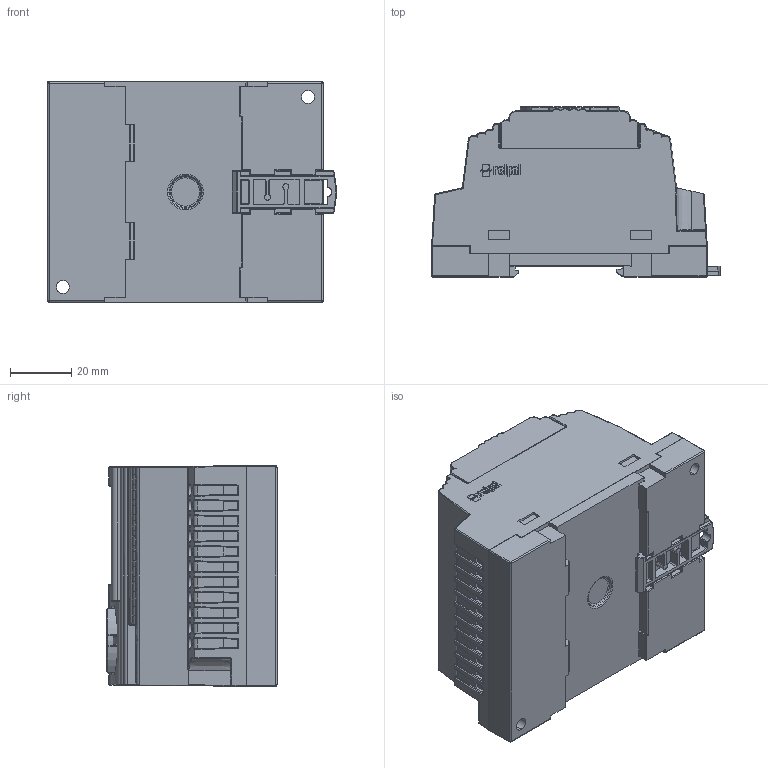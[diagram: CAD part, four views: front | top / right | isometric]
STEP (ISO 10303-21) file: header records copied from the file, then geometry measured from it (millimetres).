
FILE_DESCRIPTION (( 'STEP AP214' ), '1' );
FILE_NAME ('NEED 08-4 z wyœwietlaczem.STEP', '2016-05-20T09:56:18', ( '' ), ( '' ), 'SwSTEP 2.0', 'SolidWorks 2016', '' );
FILE_SCHEMA (( 'AUTOMOTIVE_DESIGN' ));
Length unit declared in the file: millimetre
Products named in the file (1): NEED 08-4 z wyœwietlaczem
Bounding box: 94.28 x 55.5 x 72.04 mm (x, y, z)
Volume: 273661.1 mm3; surface area: 43992 mm2
Topology: 2 solids, 25 shells, 2761 faces, 7056 edges, 4415 vertices
Faces by surface type: plane 1432, cylinder 639, bspline 497, sphere 109, torus 69, cone 15
Entity records: 130227 total; most frequent: CARTESIAN_POINT 38640, ORIENTED_EDGE 13998, DIRECTION 10734, EDGE_CURVE 6999, VERTEX_POINT 4408, LINE 4298, VECTOR 4298, AXIS2_PLACEMENT_3D 3218
